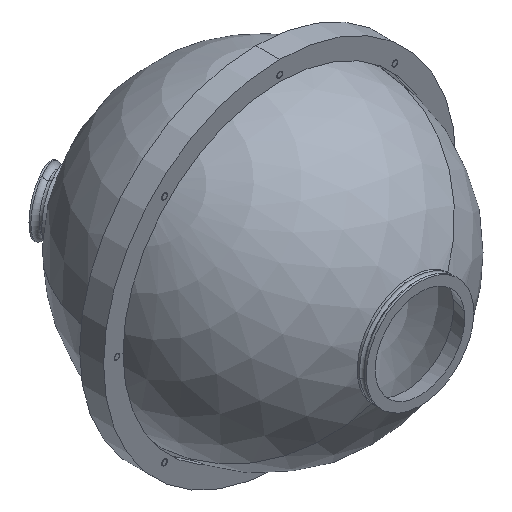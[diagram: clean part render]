
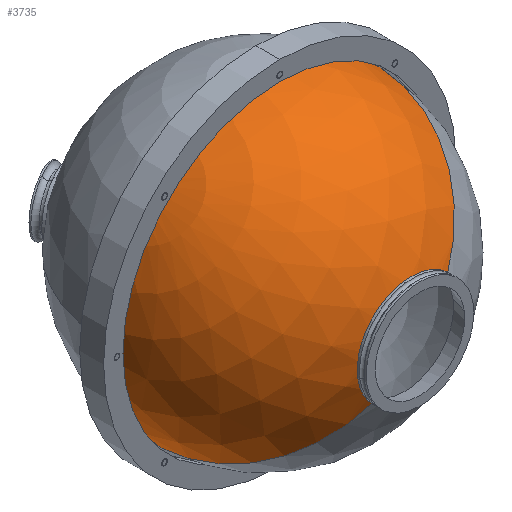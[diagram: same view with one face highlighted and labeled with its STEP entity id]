
A CAD part, isometric view. The second image highlights one B-rep face of the part: STEP entity #3735.
In plain terms, the highlighted spherical face has radius 52 mm.
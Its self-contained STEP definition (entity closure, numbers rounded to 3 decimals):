
#184 = EDGE_CURVE ( 'NONE', #6310, #5118, #4897, .T. ) ;
#198 = ORIENTED_EDGE ( 'NONE', *, *, #6621, .T. ) ;
#273 = CARTESIAN_POINT ( 'NONE',  ( 8.484, -67.854, 0. ) ) ;
#598 = AXIS2_PLACEMENT_3D ( 'NONE', #3951, #4345, #5898 ) ;
#730 = DIRECTION ( 'NONE',  ( 0., -1., 0. ) ) ;
#895 = VERTEX_POINT ( 'NONE', #2131 ) ;
#1134 = DIRECTION ( 'NONE',  ( -0.707, 0., -0.707 ) ) ;
#1174 = EDGE_CURVE ( 'NONE', #3774, #5118, #3527, .T. ) ;
#1311 = SPHERICAL_SURFACE ( 'NONE', #6509, 52. ) ;
#1788 = CIRCLE ( 'NONE', #598, 52. ) ;
#1883 = AXIS2_PLACEMENT_3D ( 'NONE', #5354, #730, #4821 ) ;
#2131 = CARTESIAN_POINT ( 'NONE',  ( 20.505, -67.854, 12.021 ) ) ;
#2808 = ORIENTED_EDGE ( 'NONE', *, *, #4969, .T. ) ;
#2953 = DIRECTION ( 'NONE',  ( -0.707, 0., 0.707 ) ) ;
#2990 = AXIS2_PLACEMENT_3D ( 'NONE', #5159, #5660, #1134 ) ;
#3387 = FACE_OUTER_BOUND ( 'NONE', #6113, .T. ) ;
#3432 = DIRECTION ( 'NONE',  ( 0.707, 0., -0.707 ) ) ;
#3527 = CIRCLE ( 'NONE', #2990, 52. ) ;
#3735 = ADVANCED_FACE ( 'NONE', ( #3387 ), #1311, .T. ) ;
#3774 = VERTEX_POINT ( 'NONE', #5904 ) ;
#3781 = ORIENTED_EDGE ( 'NONE', *, *, #1174, .F. ) ;
#3951 = CARTESIAN_POINT ( 'NONE',  ( 8.484, -18.711, 0. ) ) ;
#3996 = CARTESIAN_POINT ( 'NONE',  ( -28.258, -20.711, -36.742 ) ) ;
#4032 = CIRCLE ( 'NONE', #6166, 17. ) ;
#4345 = DIRECTION ( 'NONE',  ( -0.707, 0., 0.707 ) ) ;
#4821 = DIRECTION ( 'NONE',  ( -0.707, 0., 0.707 ) ) ;
#4897 = CIRCLE ( 'NONE', #1883, 51.962 ) ;
#4900 = CARTESIAN_POINT ( 'NONE',  ( 8.484, -18.711, 0. ) ) ;
#4969 = EDGE_CURVE ( 'NONE', #3774, #895, #4032, .T. ) ;
#5118 = VERTEX_POINT ( 'NONE', #3996 ) ;
#5159 = CARTESIAN_POINT ( 'NONE',  ( 8.484, -18.711, 0. ) ) ;
#5354 = CARTESIAN_POINT ( 'NONE',  ( 8.484, -20.711, 0. ) ) ;
#5366 = DIRECTION ( 'NONE',  ( 0., 1., 0. ) ) ;
#5477 = DIRECTION ( 'NONE',  ( 0.707, 0., 0.707 ) ) ;
#5660 = DIRECTION ( 'NONE',  ( 0.707, 0., -0.707 ) ) ;
#5898 = DIRECTION ( 'NONE',  ( 0.707, 0., 0.707 ) ) ;
#5904 = CARTESIAN_POINT ( 'NONE',  ( -3.537, -67.854, -12.021 ) ) ;
#6016 = ORIENTED_EDGE ( 'NONE', *, *, #184, .T. ) ;
#6113 = EDGE_LOOP ( 'NONE', ( #3781, #2808, #198, #6016 ) ) ;
#6166 = AXIS2_PLACEMENT_3D ( 'NONE', #273, #5366, #2953 ) ;
#6310 = VERTEX_POINT ( 'NONE', #6421 ) ;
#6421 = CARTESIAN_POINT ( 'NONE',  ( 45.226, -20.711, 36.742 ) ) ;
#6509 = AXIS2_PLACEMENT_3D ( 'NONE', #4900, #3432, #5477 ) ;
#6621 = EDGE_CURVE ( 'NONE', #895, #6310, #1788, .T. ) ;
